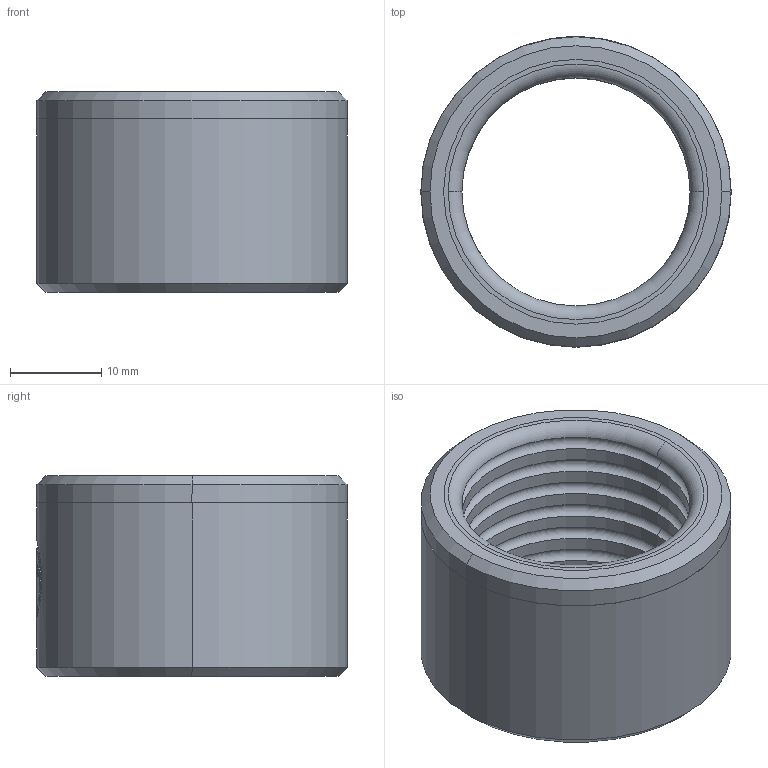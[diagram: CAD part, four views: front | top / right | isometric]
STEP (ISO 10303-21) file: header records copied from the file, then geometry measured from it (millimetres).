
FILE_DESCRIPTION (( 'STEP AP214' ), '1' );
FILE_NAME ('SGCZ-D34-d25-22.STEP', '2021-07-31T06:56:26', ( 'User' ), ( 'china' ), 'SwSTEP 2.0', 'SolidWorks 2016', '' );
FILE_SCHEMA (( 'AUTOMOTIVE_DESIGN' ));
Length unit declared in the file: millimetre
Products named in the file (3): SGCZ-D34-d25-22肣杶; SGCZ-D34-d25-22詩杶; SGCZ-D34-d25-22
Assembly tree (2 placements, depth 2):
  SGCZ-D34-d25-22
    SGCZ-D34-d25-22詩杶
    SGCZ-D34-d25-22肣杶
Bounding box: 34 x 34 x 22 mm (x, y, z)
Volume: 8522.7 mm3; surface area: 9153.8 mm2
Topology: 2 solids, 2 shells, 67 faces, 148 edges, 88 vertices
Faces by surface type: cylinder 32, torus 18, plane 13, cone 4
Entity records: 2222 total; most frequent: CARTESIAN_POINT 624, DIRECTION 342, ORIENTED_EDGE 296, EDGE_CURVE 148, AXIS2_PLACEMENT_3D 146, VERTEX_POINT 88, CIRCLE 74, EDGE_LOOP 74
